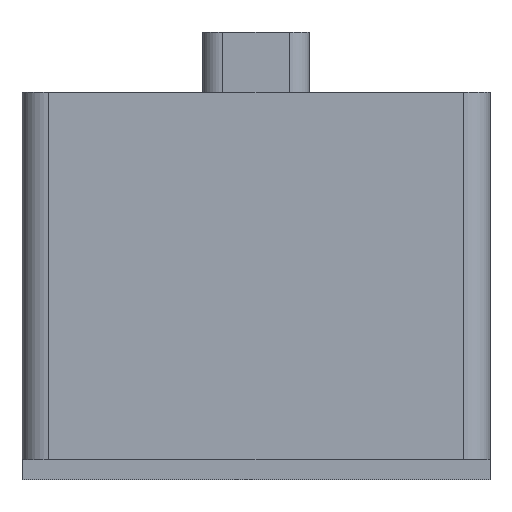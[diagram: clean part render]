
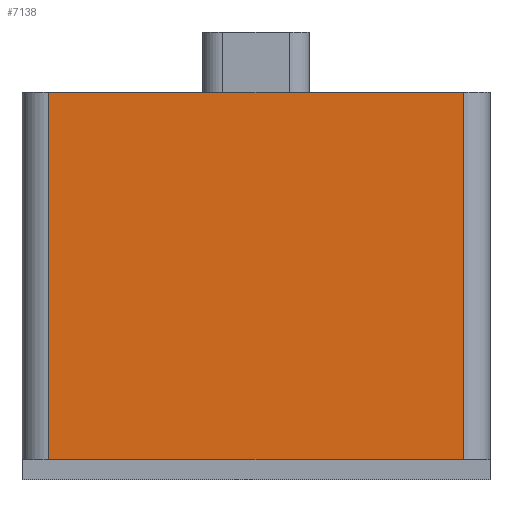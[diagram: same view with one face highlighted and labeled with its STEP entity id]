
A CAD part, front view. The second image highlights one B-rep face of the part: STEP entity #7138.
In plain terms, the highlighted planar face has unit normal (0, -1, 0).
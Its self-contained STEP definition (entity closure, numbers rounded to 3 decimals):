
#605=PLANE('',#7735);
#975=FACE_OUTER_BOUND('',#1422,.T.);
#1422=EDGE_LOOP('',(#6329,#6330,#6331,#6332));
#2018=LINE('',#15130,#2644);
#2019=LINE('',#15133,#2645);
#2021=LINE('',#15139,#2647);
#2022=LINE('',#15140,#2648);
#2644=VECTOR('',#9279,10.);
#2645=VECTOR('',#9282,10.);
#2647=VECTOR('',#9288,10.);
#2648=VECTOR('',#9289,10.);
#3468=VERTEX_POINT('',#15116);
#3474=VERTEX_POINT('',#15128);
#3475=VERTEX_POINT('',#15132);
#3477=VERTEX_POINT('',#15138);
#4448=EDGE_CURVE('',#3474,#3468,#2018,.T.);
#4449=EDGE_CURVE('',#3468,#3475,#2019,.T.);
#4452=EDGE_CURVE('',#3477,#3474,#2021,.T.);
#4453=EDGE_CURVE('',#3475,#3477,#2022,.T.);
#6329=ORIENTED_EDGE('',*,*,#4449,.F.);
#6330=ORIENTED_EDGE('',*,*,#4448,.F.);
#6331=ORIENTED_EDGE('',*,*,#4452,.F.);
#6332=ORIENTED_EDGE('',*,*,#4453,.F.);
#7138=ADVANCED_FACE('',(#975),#605,.F.);
#7735=AXIS2_PLACEMENT_3D('',#15137,#9286,#9287);
#9279=DIRECTION('',(-1.,0.,0.));
#9282=DIRECTION('',(0.,0.,1.));
#9286=DIRECTION('center_axis',(0.,1.,0.));
#9287=DIRECTION('ref_axis',(0.,0.,1.));
#9288=DIRECTION('',(0.,0.,-1.));
#9289=DIRECTION('',(1.,0.,0.));
#15116=CARTESIAN_POINT('',(-31.,-35.,-4.));
#15128=CARTESIAN_POINT('',(31.,-35.,-4.));
#15130=CARTESIAN_POINT('',(0.,-35.,-4.));
#15132=CARTESIAN_POINT('',(-31.,-35.,51.));
#15133=CARTESIAN_POINT('',(-31.,-35.,23.5));
#15137=CARTESIAN_POINT('Origin',(0.,-35.,23.5));
#15138=CARTESIAN_POINT('',(31.,-35.,51.));
#15139=CARTESIAN_POINT('',(31.,-35.,23.5));
#15140=CARTESIAN_POINT('',(0.,-35.,51.));
